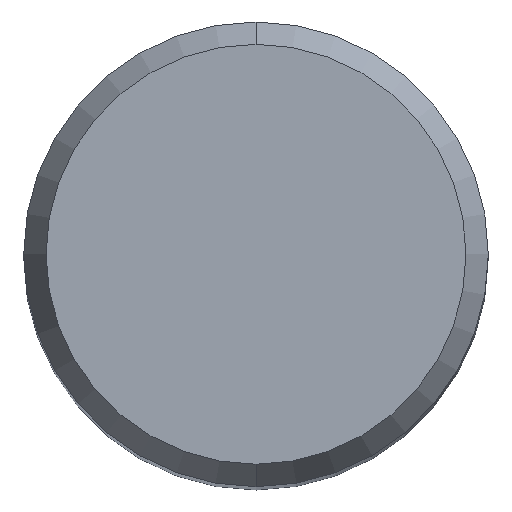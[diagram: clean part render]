
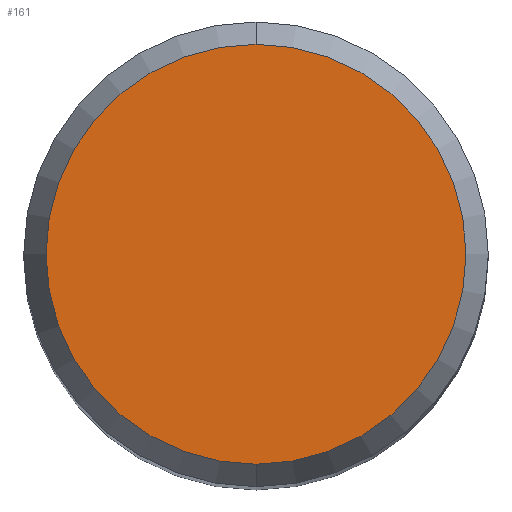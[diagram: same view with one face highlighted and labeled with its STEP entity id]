
A CAD part, top view. The second image highlights one B-rep face of the part: STEP entity #161.
In plain terms, the highlighted planar face has unit normal (0, 0, 1).
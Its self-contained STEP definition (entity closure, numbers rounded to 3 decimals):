
#101=EDGE_CURVE('',#227,#181,#252,.T.);
#161=ADVANCED_FACE('',(#318),#319,.T.);
#165=EDGE_CURVE('',#181,#227,#324,.T.);
#181=VERTEX_POINT('',#345);
#227=VERTEX_POINT('',#395);
#252=CIRCLE('',#413,4.304);
#318=FACE_OUTER_BOUND('',#502,.T.);
#319=PLANE('',#503);
#324=CIRCLE('',#509,4.304);
#345=CARTESIAN_POINT('',(0.0,4.304,0.));
#395=CARTESIAN_POINT('',(0.,-4.304,0.));
#413=AXIS2_PLACEMENT_3D('',#601,#602,#603);
#502=EDGE_LOOP('',(#681,#682));
#503=AXIS2_PLACEMENT_3D('',#683,#684,#685);
#509=AXIS2_PLACEMENT_3D('',#694,#695,#696);
#601=CARTESIAN_POINT('',(0.0,0.0,0.));
#602=DIRECTION('',(0.0,0.0,-1.0));
#603=DIRECTION('',(0.0,1.0,0.0));
#681=ORIENTED_EDGE('',*,*,#165,.F.);
#682=ORIENTED_EDGE('',*,*,#101,.F.);
#683=CARTESIAN_POINT('',(0.0,2.152,0.));
#684=DIRECTION('',(-0.0,0.0,1.0));
#685=DIRECTION('',(0.0,-1.0,0.0));
#694=CARTESIAN_POINT('',(0.0,0.0,0.));
#695=DIRECTION('',(0.0,0.0,-1.0));
#696=DIRECTION('',(0.0,1.0,0.0));
